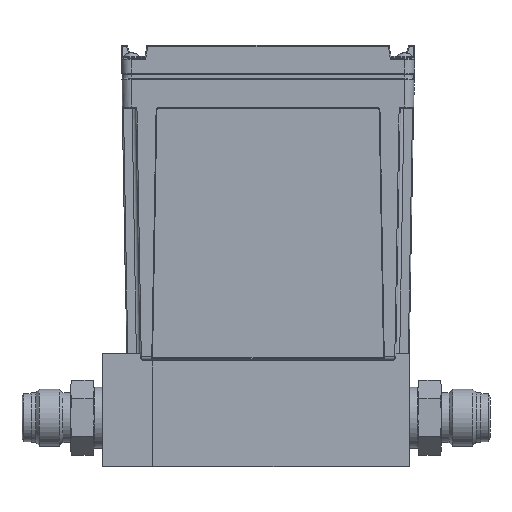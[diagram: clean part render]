
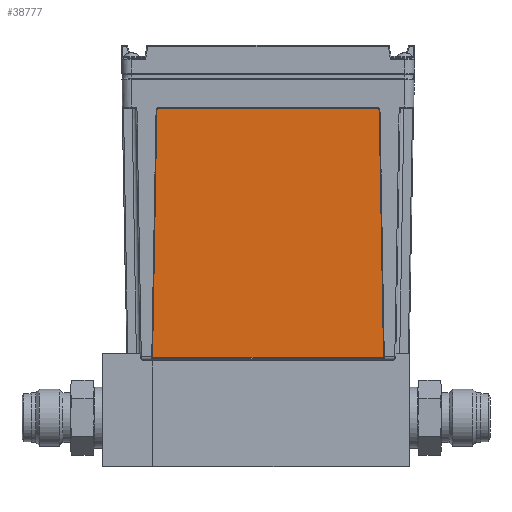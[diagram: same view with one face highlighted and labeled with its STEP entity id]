
A CAD part, top view. The second image highlights one B-rep face of the part: STEP entity #38777.
In plain terms, the highlighted planar face has unit normal (0, -0.018, 1).
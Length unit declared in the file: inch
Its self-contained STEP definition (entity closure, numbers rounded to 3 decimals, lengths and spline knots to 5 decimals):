
#909 = ORIENTED_EDGE ( 'NONE', *, *, #37930, .T. ) ;
#1087 = ORIENTED_EDGE ( 'NONE', *, *, #37843, .T. ) ;
#1121 = ORIENTED_EDGE ( 'NONE', *, *, #37940, .T. ) ;
#1191 = ORIENTED_EDGE ( 'NONE', *, *, #37841, .T. ) ;
#1306 = ORIENTED_EDGE ( 'NONE', *, *, #37844, .T. ) ;
#1320 = ORIENTED_EDGE ( 'NONE', *, *, #37842, .T. ) ;
#1550 = ORIENTED_EDGE ( 'NONE', *, *, #37936, .T. ) ;
#1583 = ORIENTED_EDGE ( 'NONE', *, *, #37932, .T. ) ;
#8551 = CARTESIAN_POINT ( 'NONE',  ( -2.67685, 4.63895, 1.02987 ) ) ;
#8619 = CARTESIAN_POINT ( 'NONE',  ( 0.72384, 4.6193, 1.02953 ) ) ;
#8640 = CARTESIAN_POINT ( 'NONE',  ( -2.76314, 0.82988, 0.96339 ) ) ;
#8681 = CARTESIAN_POINT ( 'NONE',  ( -2.69684, 4.6193, 1.02953 ) ) ;
#8708 = CARTESIAN_POINT ( 'NONE',  ( 0.77015, 0.80953, 0.96303 ) ) ;
#8851 = CARTESIAN_POINT ( 'NONE',  ( -2.74315, 0.80953, 0.96303 ) ) ;
#8860 = CARTESIAN_POINT ( 'NONE',  ( 0.70385, 4.63895, 1.02987 ) ) ;
#9168 = CARTESIAN_POINT ( 'NONE',  ( 0.79014, 0.82988, 0.96339 ) ) ;
#14208 = CIRCLE ( 'NONE', #22096, 0.02 ) ;
#14211 = CIRCLE ( 'NONE', #22095, 0.02 ) ;
#14213 = CIRCLE ( 'NONE', #22097, 0.02 ) ;
#14214 = CIRCLE ( 'NONE', #22098, 0.02 ) ;
#14353 = LINE ( 'NONE', #15500, #14356 ) ;
#14356 = VECTOR ( 'NONE', #15501, 39.37008 ) ;
#14357 = LINE ( 'NONE', #15504, #14360 ) ;
#14360 = VECTOR ( 'NONE', #15505, 39.37008 ) ;
#14365 = LINE ( 'NONE', #15512, #14368 ) ;
#14368 = VECTOR ( 'NONE', #15513, 39.37008 ) ;
#14373 = LINE ( 'NONE', #15520, #14376 ) ;
#14376 = VECTOR ( 'NONE', #15521, 39.37008 ) ;
#15285 = CARTESIAN_POINT ( 'NONE',  ( 0.77015, 0.82953, 0.96338 ) ) ;
#15286 = DIRECTION ( 'NONE',  ( 0., -0.017, 1. ) ) ;
#15287 = DIRECTION ( 'NONE',  ( 1., 0., 0. ) ) ;
#15288 = CARTESIAN_POINT ( 'NONE',  ( 0.70385, 4.61895, 1.02953 ) ) ;
#15289 = DIRECTION ( 'NONE',  ( 0., -0.017, 1. ) ) ;
#15290 = DIRECTION ( 'NONE',  ( 1., 0., 0. ) ) ;
#15293 = CARTESIAN_POINT ( 'NONE',  ( -2.67685, 4.61895, 1.02953 ) ) ;
#15294 = DIRECTION ( 'NONE',  ( 0., -0.017, 1. ) ) ;
#15295 = DIRECTION ( 'NONE',  ( 1., 0., 0. ) ) ;
#15298 = CARTESIAN_POINT ( 'NONE',  ( -2.74315, 0.82953, 0.96338 ) ) ;
#15299 = DIRECTION ( 'NONE',  ( 0., -0.017, 1. ) ) ;
#15300 = DIRECTION ( 'NONE',  ( 1., 0., 0. ) ) ;
#15500 = CARTESIAN_POINT ( 'NONE',  ( -2.6965, 4.63895, 1.02987 ) ) ;
#15501 = DIRECTION ( 'NONE',  ( -0.017, -1., -0.017 ) ) ;
#15504 = CARTESIAN_POINT ( 'NONE',  ( 0.7235, 4.63895, 1.02987 ) ) ;
#15505 = DIRECTION ( 'NONE',  ( -1., 0., 0. ) ) ;
#15512 = CARTESIAN_POINT ( 'NONE',  ( 0.7905, 0.80953, 0.96303 ) ) ;
#15513 = DIRECTION ( 'NONE',  ( -0.017, 1., 0.017 ) ) ;
#15520 = CARTESIAN_POINT ( 'NONE',  ( -2.7635, 0.80953, 0.96303 ) ) ;
#15521 = DIRECTION ( 'NONE',  ( 1., 0., 0. ) ) ;
#17491 = AXIS2_PLACEMENT_3D ( 'NONE', #20857, #20858, #20859 ) ;
#18417 = VERTEX_POINT ( 'NONE', #8551 ) ;
#18480 = VERTEX_POINT ( 'NONE', #8619 ) ;
#18495 = VERTEX_POINT ( 'NONE', #8640 ) ;
#18541 = VERTEX_POINT ( 'NONE', #8681 ) ;
#18576 = VERTEX_POINT ( 'NONE', #8708 ) ;
#18710 = VERTEX_POINT ( 'NONE', #8851 ) ;
#18711 = VERTEX_POINT ( 'NONE', #8860 ) ;
#19028 = VERTEX_POINT ( 'NONE', #9168 ) ;
#20467 = FACE_OUTER_BOUND ( 'NONE', #36307, .T. ) ;
#20836 = PLANE ( 'NONE',  #17491 ) ;
#20857 = CARTESIAN_POINT ( 'NONE',  ( -0.9865, 4.63895, 1.02987 ) ) ;
#20858 = DIRECTION ( 'NONE',  ( 0., -0.017, 1. ) ) ;
#20859 = DIRECTION ( 'NONE',  ( 1., 0., 0. ) ) ;
#22095 = AXIS2_PLACEMENT_3D ( 'NONE', #15285, #15286, #15287 ) ;
#22096 = AXIS2_PLACEMENT_3D ( 'NONE', #15288, #15289, #15290 ) ;
#22097 = AXIS2_PLACEMENT_3D ( 'NONE', #15293, #15294, #15295 ) ;
#22098 = AXIS2_PLACEMENT_3D ( 'NONE', #15298, #15299, #15300 ) ;
#36307 = EDGE_LOOP ( 'NONE', ( #1121, #1191, #1550, #1320, #1583, #1087, #909, #1306 ) ) ;
#37841 = EDGE_CURVE ( 'NONE', #18576, #19028, #14211, .T. ) ;
#37842 = EDGE_CURVE ( 'NONE', #18480, #18711, #14208, .T. ) ;
#37843 = EDGE_CURVE ( 'NONE', #18417, #18541, #14213, .T. ) ;
#37844 = EDGE_CURVE ( 'NONE', #18495, #18710, #14214, .T. ) ;
#37930 = EDGE_CURVE ( 'NONE', #18541, #18495, #14353, .T. ) ;
#37932 = EDGE_CURVE ( 'NONE', #18711, #18417, #14357, .T. ) ;
#37936 = EDGE_CURVE ( 'NONE', #19028, #18480, #14365, .T. ) ;
#37940 = EDGE_CURVE ( 'NONE', #18710, #18576, #14373, .T. ) ;
#38777 = ADVANCED_FACE ( 'NONE', ( #20467 ), #20836, .T. ) ;
